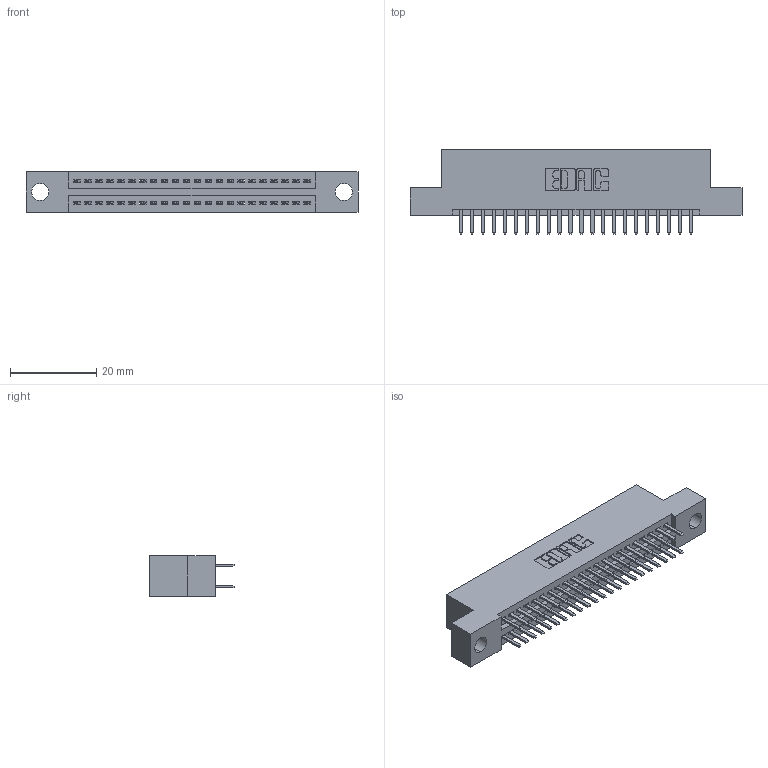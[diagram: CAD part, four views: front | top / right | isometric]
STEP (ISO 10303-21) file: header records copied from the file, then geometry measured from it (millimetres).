
FILE_DESCRIPTION (( 'STEP AP203' ), '1' );
FILE_NAME ('345-044-520-204.STEP', '2021-05-20T01:49:09', ( '' ), ( '' ), 'SwSTEP 2.0', 'SolidWorks 2020', '' );
FILE_SCHEMA (( 'CONFIG_CONTROL_DESIGN' ));
Length unit declared in the file: inch
Products named in the file (3): 345 Part_Flush Mounting Lugs - 0.156 Dia-TI; 345-044-520-204; 345-292-001_345-293-120
Assembly tree (45 placements, depth 2):
  345-044-520-204
    345 Part_Flush Mounting Lugs - 0.156 Dia-TI
    345-292-001_345-293-120  x44
Bounding box: 77.09 x 19.68 x 9.4 mm (x, y, z)
Volume: 7177.6 mm3; surface area: 10032.7 mm2
Topology: 45 solids, 45 shells, 2516 faces, 7285 edges, 4738 vertices
Faces by surface type: plane 1634, cylinder 882
Entity records: 20487 total; most frequent: CARTESIAN_POINT 3470, ORIENTED_EDGE 3390, DIRECTION 3071, EDGE_CURVE 1695, VECTOR 1471, LINE 1471, VERTEX_POINT 1126, AXIS2_PLACEMENT_3D 800
